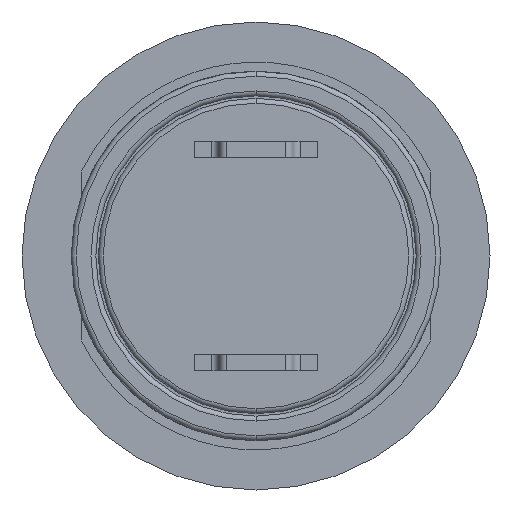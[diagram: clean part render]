
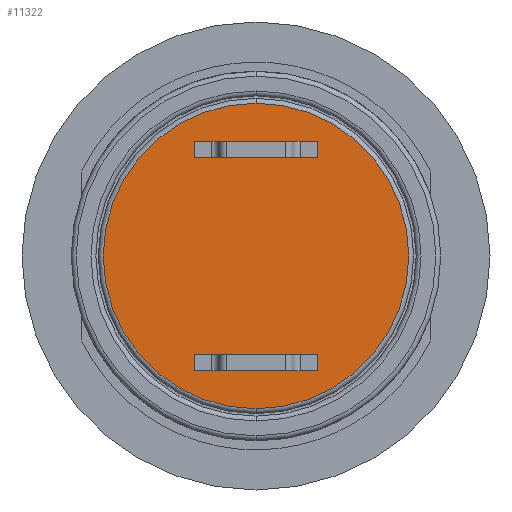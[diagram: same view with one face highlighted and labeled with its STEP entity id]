
A CAD part, front view. The second image highlights one B-rep face of the part: STEP entity #11322.
In plain terms, the highlighted planar face has unit normal (0, -1, 0).
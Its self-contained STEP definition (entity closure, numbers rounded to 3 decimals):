
#48 = FACE_BOUND ( 'NONE', #12820, .T. ) ;
#395 = CARTESIAN_POINT ( 'NONE',  ( -2.5, -13., -4. ) ) ;
#1178 = LINE ( 'NONE', #4114, #15941 ) ;
#1198 = EDGE_CURVE ( 'NONE', #9778, #15337, #14816, .T. ) ;
#1256 = CARTESIAN_POINT ( 'NONE',  ( 0., -13., 0. ) ) ;
#1412 = VERTEX_POINT ( 'NONE', #12427 ) ;
#1635 = EDGE_CURVE ( 'NONE', #15770, #1934, #3017, .T. ) ;
#1737 = VECTOR ( 'NONE', #13048, 1000. ) ;
#1934 = VERTEX_POINT ( 'NONE', #5877 ) ;
#2252 = CARTESIAN_POINT ( 'NONE',  ( -2.5, -13., -4. ) ) ;
#2261 = LINE ( 'NONE', #6108, #17314 ) ;
#3017 = LINE ( 'NONE', #16753, #4940 ) ;
#3034 = CARTESIAN_POINT ( 'NONE',  ( 2.5, -13., 4. ) ) ;
#3172 = EDGE_CURVE ( 'NONE', #13362, #5430, #10099, .T. ) ;
#3181 = AXIS2_PLACEMENT_3D ( 'NONE', #1256, #15505, #9720 ) ;
#3209 = CARTESIAN_POINT ( 'NONE',  ( -2.5, -13., 4. ) ) ;
#3395 = EDGE_CURVE ( 'NONE', #15337, #15770, #2261, .T. ) ;
#3881 = ORIENTED_EDGE ( 'NONE', *, *, #3395, .F. ) ;
#4114 = CARTESIAN_POINT ( 'NONE',  ( -2.5, -13., -4.65 ) ) ;
#4163 = VECTOR ( 'NONE', #11624, 1000. ) ;
#4263 = PLANE ( 'NONE',  #3181 ) ;
#4610 = ORIENTED_EDGE ( 'NONE', *, *, #8934, .F. ) ;
#4846 = DIRECTION ( 'NONE',  ( 1., 0., 0. ) ) ;
#4940 = VECTOR ( 'NONE', #11403, 1000. ) ;
#5007 = CARTESIAN_POINT ( 'NONE',  ( 2.5, -13., 4.65 ) ) ;
#5334 = ORIENTED_EDGE ( 'NONE', *, *, #1198, .F. ) ;
#5430 = VERTEX_POINT ( 'NONE', #11797 ) ;
#5565 = FACE_BOUND ( 'NONE', #9014, .T. ) ;
#5608 = ORIENTED_EDGE ( 'NONE', *, *, #16706, .F. ) ;
#5877 = CARTESIAN_POINT ( 'NONE',  ( -2.5, -13., 4.65 ) ) ;
#6108 = CARTESIAN_POINT ( 'NONE',  ( 2.5, -13., 4.65 ) ) ;
#6262 = ORIENTED_EDGE ( 'NONE', *, *, #3172, .F. ) ;
#7018 = VECTOR ( 'NONE', #16846, 1000. ) ;
#7146 = CARTESIAN_POINT ( 'NONE',  ( -2.5, -13., 4.65 ) ) ;
#7242 = LINE ( 'NONE', #12886, #17686 ) ;
#7284 = EDGE_LOOP ( 'NONE', ( #7716, #8473 ) ) ;
#7716 = ORIENTED_EDGE ( 'NONE', *, *, #10838, .T. ) ;
#7795 = CARTESIAN_POINT ( 'NONE',  ( -2.5, -13., 4. ) ) ;
#8108 = ORIENTED_EDGE ( 'NONE', *, *, #10041, .F. ) ;
#8138 = CARTESIAN_POINT ( 'NONE',  ( 0., -13., -6.2 ) ) ;
#8180 = CIRCLE ( 'NONE', #15266, 6.2 ) ;
#8231 = VERTEX_POINT ( 'NONE', #11839 ) ;
#8261 = LINE ( 'NONE', #7146, #7018 ) ;
#8360 = VECTOR ( 'NONE', #11596, 1000. ) ;
#8473 = ORIENTED_EDGE ( 'NONE', *, *, #11719, .T. ) ;
#8797 = CARTESIAN_POINT ( 'NONE',  ( 2.5, -13., -4.65 ) ) ;
#8934 = EDGE_CURVE ( 'NONE', #1412, #13362, #7242, .T. ) ;
#9014 = EDGE_LOOP ( 'NONE', ( #5608, #9987, #6262, #4610 ) ) ;
#9495 = DIRECTION ( 'NONE',  ( 0., -1., 0. ) ) ;
#9720 = DIRECTION ( 'NONE',  ( 0., 0., 1. ) ) ;
#9742 = DIRECTION ( 'NONE',  ( 0., 0., -1. ) ) ;
#9778 = VERTEX_POINT ( 'NONE', #7795 ) ;
#9979 = AXIS2_PLACEMENT_3D ( 'NONE', #10636, #14866, #13772 ) ;
#9987 = ORIENTED_EDGE ( 'NONE', *, *, #16129, .F. ) ;
#10041 = EDGE_CURVE ( 'NONE', #1934, #9778, #8261, .T. ) ;
#10099 = LINE ( 'NONE', #8797, #1737 ) ;
#10517 = VERTEX_POINT ( 'NONE', #2252 ) ;
#10636 = CARTESIAN_POINT ( 'NONE',  ( 0., -13., 0. ) ) ;
#10838 = EDGE_CURVE ( 'NONE', #8231, #14028, #17919, .T. ) ;
#11322 = ADVANCED_FACE ( 'NONE', ( #48, #16895, #5565 ), #4263, .F. ) ;
#11403 = DIRECTION ( 'NONE',  ( -1., 0., 0. ) ) ;
#11596 = DIRECTION ( 'NONE',  ( 1., 0., 0. ) ) ;
#11624 = DIRECTION ( 'NONE',  ( -1., 0., 0. ) ) ;
#11719 = EDGE_CURVE ( 'NONE', #14028, #8231, #8180, .T. ) ;
#11720 = ORIENTED_EDGE ( 'NONE', *, *, #1635, .F. ) ;
#11797 = CARTESIAN_POINT ( 'NONE',  ( 2.5, -13., -4. ) ) ;
#11839 = CARTESIAN_POINT ( 'NONE',  ( 0., -13., 6.2 ) ) ;
#12174 = CARTESIAN_POINT ( 'NONE',  ( 0., -13., 0. ) ) ;
#12427 = CARTESIAN_POINT ( 'NONE',  ( -2.5, -13., -4.65 ) ) ;
#12820 = EDGE_LOOP ( 'NONE', ( #8108, #11720, #3881, #5334 ) ) ;
#12886 = CARTESIAN_POINT ( 'NONE',  ( -2.5, -13., -4.65 ) ) ;
#13048 = DIRECTION ( 'NONE',  ( 0., 0., 1. ) ) ;
#13362 = VERTEX_POINT ( 'NONE', #16170 ) ;
#13772 = DIRECTION ( 'NONE',  ( 0., 0., 1. ) ) ;
#14028 = VERTEX_POINT ( 'NONE', #8138 ) ;
#14816 = LINE ( 'NONE', #3209, #8360 ) ;
#14866 = DIRECTION ( 'NONE',  ( 0., -1., 0. ) ) ;
#15266 = AXIS2_PLACEMENT_3D ( 'NONE', #12174, #9495, #17969 ) ;
#15337 = VERTEX_POINT ( 'NONE', #3034 ) ;
#15505 = DIRECTION ( 'NONE',  ( 0., 1., 0. ) ) ;
#15770 = VERTEX_POINT ( 'NONE', #5007 ) ;
#15941 = VECTOR ( 'NONE', #9742, 1000. ) ;
#16129 = EDGE_CURVE ( 'NONE', #5430, #10517, #17414, .T. ) ;
#16170 = CARTESIAN_POINT ( 'NONE',  ( 2.5, -13., -4.65 ) ) ;
#16270 = DIRECTION ( 'NONE',  ( 0., 0., 1. ) ) ;
#16706 = EDGE_CURVE ( 'NONE', #10517, #1412, #1178, .T. ) ;
#16753 = CARTESIAN_POINT ( 'NONE',  ( -2.5, -13., 4.65 ) ) ;
#16846 = DIRECTION ( 'NONE',  ( 0., 0., -1. ) ) ;
#16895 = FACE_OUTER_BOUND ( 'NONE', #7284, .T. ) ;
#17314 = VECTOR ( 'NONE', #16270, 1000. ) ;
#17414 = LINE ( 'NONE', #395, #4163 ) ;
#17686 = VECTOR ( 'NONE', #4846, 1000. ) ;
#17919 = CIRCLE ( 'NONE', #9979, 6.2 ) ;
#17969 = DIRECTION ( 'NONE',  ( 0., 0., 1. ) ) ;
